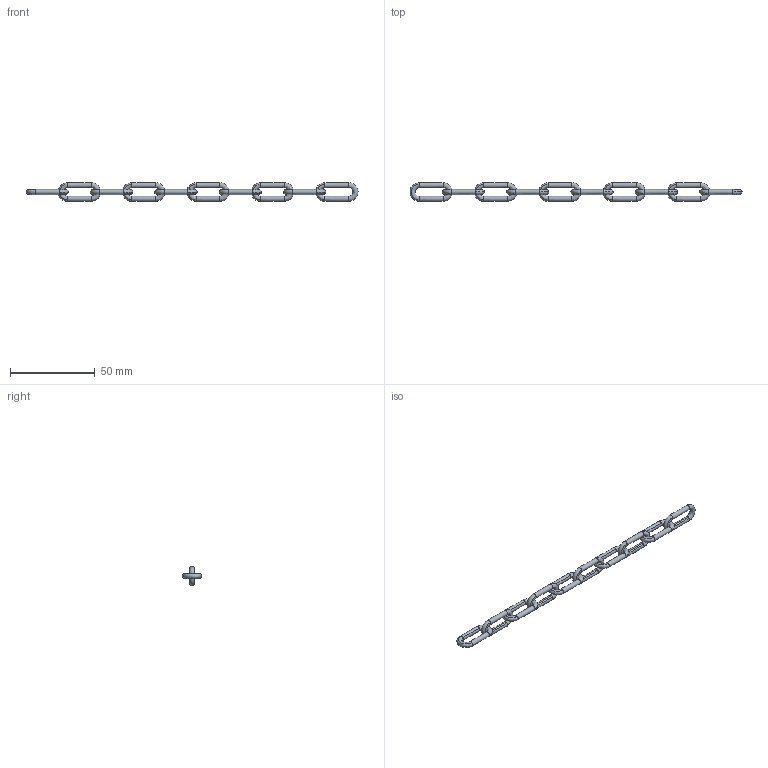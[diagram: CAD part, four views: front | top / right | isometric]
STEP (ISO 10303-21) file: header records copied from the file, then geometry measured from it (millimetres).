
FILE_DESCRIPTION((''),'2;1');
FILE_NAME('','2005-12-14T14:34:41',(''),(''),'','CADfix','');
FILE_SCHEMA(('AUTOMOTIVE_DESIGN'));
Length unit declared in the file: millimetre
Products named in the file (2): chain; TM_103SUS_11_11384_36
Assembly tree (10 placements, depth 2):
  TM_103SUS_11_11384_36
    chain  x10
Bounding box: 195.98 x 11 x 11 mm (x, y, z)
Volume: 3755.2 mm3; surface area: 5008 mm2
Topology: 10 solids, 10 shells, 80 faces, 320 edges, 240 vertices
Faces by surface type: bspline 80
Entity records: 665 total; most frequent: CARTESIAN_POINT 378, ORIENTED_EDGE 64, DIRECTION 44, EDGE_CURVE 32, VERTEX_POINT 24, AXIS2_PLACEMENT_3D 22, PRODUCT_DEFINITION_SHAPE 12, NEXT_ASSEMBLY_USAGE_OCCURRENCE 10
